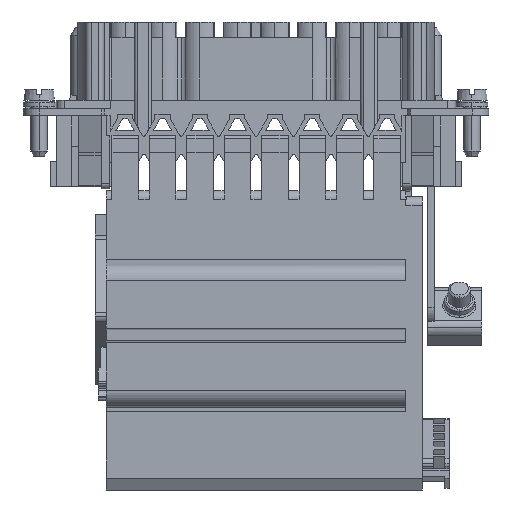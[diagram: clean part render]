
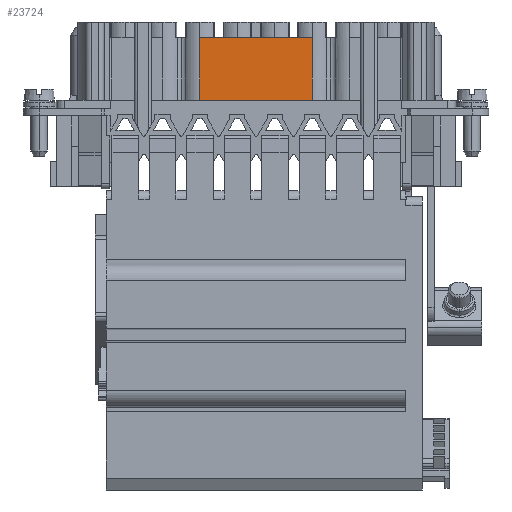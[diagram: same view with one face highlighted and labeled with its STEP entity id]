
A CAD part, left-side view. The second image highlights one B-rep face of the part: STEP entity #23724.
In plain terms, the highlighted planar face has unit normal (-1, 0, 0).
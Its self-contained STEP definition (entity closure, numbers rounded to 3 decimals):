
#23704=AXIS2_PLACEMENT_3D('Plane Axis2P3D',#23701,#23702,#23703) ;
#16753=CARTESIAN_POINT('Vertex',(9.8,51.7,81.)) ;
#16756=CARTESIAN_POINT('Line Origine',(9.8,41.65,81.)) ;
#16760=CARTESIAN_POINT('Vertex',(9.8,31.6,81.)) ;
#23496=CARTESIAN_POINT('Vertex',(9.8,51.7,69.8)) ;
#23499=CARTESIAN_POINT('Line Origine',(9.8,51.7,63.2)) ;
#23701=CARTESIAN_POINT('Axis2P3D Location',(9.8,31.6,63.2)) ;
#23706=CARTESIAN_POINT('Line Origine',(9.8,31.6,75.4)) ;
#23710=CARTESIAN_POINT('Vertex',(9.8,31.6,69.8)) ;
#23713=CARTESIAN_POINT('Line Origine',(9.8,41.65,69.8)) ;
#16757=DIRECTION('Vector Direction',(0.,1.,0.)) ;
#23500=DIRECTION('Vector Direction',(0.,0.,-1.)) ;
#23702=DIRECTION('Axis2P3D Direction',(1.,0.,0.)) ;
#23703=DIRECTION('Axis2P3D XDirection',(0.,-1.,0.)) ;
#23707=DIRECTION('Vector Direction',(0.,0.,-1.)) ;
#23714=DIRECTION('Vector Direction',(0.,-1.,0.)) ;
#16758=VECTOR('Line Direction',#16757,1.) ;
#23501=VECTOR('Line Direction',#23500,1.) ;
#23708=VECTOR('Line Direction',#23707,1.) ;
#23715=VECTOR('Line Direction',#23714,1.) ;
#23719=ORIENTED_EDGE('',*,*,#23712,.F.) ;
#23720=ORIENTED_EDGE('',*,*,#16762,.T.) ;
#23721=ORIENTED_EDGE('',*,*,#23503,.F.) ;
#23722=ORIENTED_EDGE('',*,*,#23717,.T.) ;
#23724=ADVANCED_FACE('Standard_1\\_1848620000',(#23723),#23705,.F.) ;
#16762=EDGE_CURVE('',#16761,#16754,#16759,.T.) ;
#23503=EDGE_CURVE('',#23497,#16754,#23502,.F.) ;
#23712=EDGE_CURVE('',#16761,#23711,#23709,.T.) ;
#23717=EDGE_CURVE('',#23497,#23711,#23716,.T.) ;
#23718=EDGE_LOOP('',(#23719,#23720,#23721,#23722)) ;
#23723=FACE_OUTER_BOUND('',#23718,.T.) ;
#16759=LINE('Line',#16756,#16758) ;
#23502=LINE('Line',#23499,#23501) ;
#23709=LINE('Line',#23706,#23708) ;
#23716=LINE('Line',#23713,#23715) ;
#23705=PLANE('',#23704) ;
#16754=VERTEX_POINT('',#16753) ;
#16761=VERTEX_POINT('',#16760) ;
#23497=VERTEX_POINT('',#23496) ;
#23711=VERTEX_POINT('',#23710) ;
